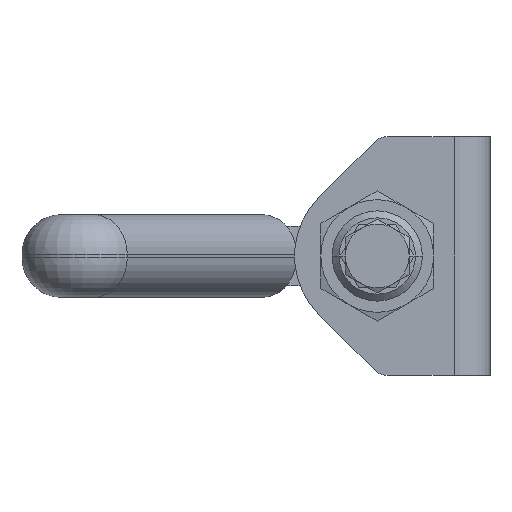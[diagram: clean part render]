
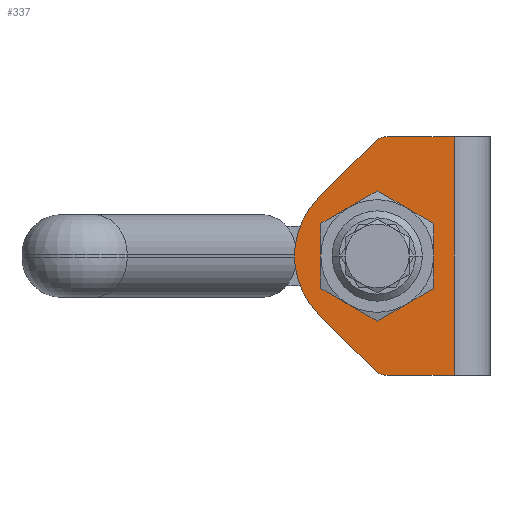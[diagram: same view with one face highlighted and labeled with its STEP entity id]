
A CAD part, left-side view. The second image highlights one B-rep face of the part: STEP entity #337.
In plain terms, the highlighted planar face has unit normal (-1, 0, 0).
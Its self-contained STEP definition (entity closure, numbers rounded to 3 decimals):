
#337 = ADVANCED_FACE( '', ( #654, #655 ), #656, .F. );
#654 = FACE_OUTER_BOUND( '', #1276, .T. );
#655 = FACE_BOUND( '', #1277, .T. );
#656 = PLANE( '', #1278 );
#1276 = EDGE_LOOP( '', ( #2031, #2032, #2033, #2034, #2035, #2036, #2037, #2038 ) );
#1277 = EDGE_LOOP( '', ( #2039, #2040 ) );
#1278 = AXIS2_PLACEMENT_3D( '', #2041, #2042, #2043 );
#2031 = ORIENTED_EDGE( '', *, *, #4272, .F. );
#2032 = ORIENTED_EDGE( '', *, *, #4273, .F. );
#2033 = ORIENTED_EDGE( '', *, *, #4255, .F. );
#2034 = ORIENTED_EDGE( '', *, *, #4259, .F. );
#2035 = ORIENTED_EDGE( '', *, *, #4262, .F. );
#2036 = ORIENTED_EDGE( '', *, *, #4265, .F. );
#2037 = ORIENTED_EDGE( '', *, *, #4268, .F. );
#2038 = ORIENTED_EDGE( '', *, *, #4274, .F. );
#2039 = ORIENTED_EDGE( '', *, *, #4252, .T. );
#2040 = ORIENTED_EDGE( '', *, *, #4208, .T. );
#2041 = CARTESIAN_POINT( '', ( 0., 0., 0. ) );
#2042 = DIRECTION( '', ( 1., 0., 0. ) );
#2043 = DIRECTION( '', ( 0., 0., -1. ) );
#4208 = EDGE_CURVE( '', #4989, #4986, #4990, .T. );
#4252 = EDGE_CURVE( '', #4986, #4989, #5063, .T. );
#4255 = EDGE_CURVE( '', #5067, #5069, #5070, .T. );
#4259 = EDGE_CURVE( '', #5074, #5067, #5076, .T. );
#4262 = EDGE_CURVE( '', #5079, #5074, #5081, .T. );
#4265 = EDGE_CURVE( '', #5084, #5079, #5086, .T. );
#4268 = EDGE_CURVE( '', #5089, #5084, #5091, .T. );
#4272 = EDGE_CURVE( '', #5097, #5098, #5099, .T. );
#4273 = EDGE_CURVE( '', #5069, #5097, #5100, .T. );
#4274 = EDGE_CURVE( '', #5098, #5089, #5101, .T. );
#4986 = VERTEX_POINT( '', #6202 );
#4989 = VERTEX_POINT( '', #6206 );
#4990 = CIRCLE( '', #6207, 12.7 );
#5063 = CIRCLE( '', #6309, 12.7 );
#5067 = VERTEX_POINT( '', #6313 );
#5069 = VERTEX_POINT( '', #6316 );
#5070 = CIRCLE( '', #6317, 5. );
#5074 = VERTEX_POINT( '', #6323 );
#5076 = LINE( '', #6326, #6327 );
#5079 = VERTEX_POINT( '', #6330 );
#5081 = CIRCLE( '', #6333, 22. );
#5084 = VERTEX_POINT( '', #6337 );
#5086 = LINE( '', #6340, #6341 );
#5089 = VERTEX_POINT( '', #6344 );
#5091 = CIRCLE( '', #6347, 5. );
#5097 = VERTEX_POINT( '', #6356 );
#5098 = VERTEX_POINT( '', #6357 );
#5099 = LINE( '', #6358, #6359 );
#5100 = LINE( '', #6360, #6361 );
#5101 = LINE( '', #6362, #6363 );
#6202 = CARTESIAN_POINT( '', ( 0., 0., -12.7 ) );
#6206 = CARTESIAN_POINT( '', ( 0., 0., 12.7 ) );
#6207 = AXIS2_PLACEMENT_3D( '', #8894, #8895, #8896 );
#6309 = AXIS2_PLACEMENT_3D( '', #8968, #8969, #8970 );
#6313 = CARTESIAN_POINT( '', ( 0., 0.837, 30.285 ) );
#6316 = CARTESIAN_POINT( '', ( 0., -2.7, 31.75 ) );
#6317 = AXIS2_PLACEMENT_3D( '', #8975, #8976, #8977 );
#6323 = CARTESIAN_POINT( '', ( 0., 15.561, 15.552 ) );
#6326 = CARTESIAN_POINT( '', ( 0., 15.561, 15.552 ) );
#6327 = VECTOR( '', #8981, 1. );
#6330 = CARTESIAN_POINT( '', ( 0., 15.561, -15.552 ) );
#6333 = AXIS2_PLACEMENT_3D( '', #8986, #8987, #8988 );
#6337 = CARTESIAN_POINT( '', ( 0., 0.837, -30.285 ) );
#6340 = CARTESIAN_POINT( '', ( 0., 0.837, -30.285 ) );
#6341 = VECTOR( '', #8991, 1. );
#6344 = CARTESIAN_POINT( '', ( 0., -2.7, -31.75 ) );
#6347 = AXIS2_PLACEMENT_3D( '', #8996, #8997, #8998 );
#6356 = CARTESIAN_POINT( '', ( 0., -20.5, 31.75 ) );
#6357 = CARTESIAN_POINT( '', ( 0., -20.5, -31.75 ) );
#6358 = CARTESIAN_POINT( '', ( 0., -20.5, 31.75 ) );
#6359 = VECTOR( '', #9002, 1. );
#6360 = CARTESIAN_POINT( '', ( 0., -2.7, 31.75 ) );
#6361 = VECTOR( '', #9003, 1. );
#6362 = CARTESIAN_POINT( '', ( 0., -20.5, -31.75 ) );
#6363 = VECTOR( '', #9004, 1. );
#8894 = CARTESIAN_POINT( '', ( 0., 0., 0. ) );
#8895 = DIRECTION( '', ( 1., 0., 0. ) );
#8896 = DIRECTION( '', ( 0., 0., -1. ) );
#8968 = CARTESIAN_POINT( '', ( 0., 0., 0. ) );
#8969 = DIRECTION( '', ( 1., 0., 0. ) );
#8970 = DIRECTION( '', ( 0., 0., -1. ) );
#8975 = CARTESIAN_POINT( '', ( 0., -2.7, 26.75 ) );
#8976 = DIRECTION( '', ( 1., 0., 0. ) );
#8977 = DIRECTION( '', ( 0., 0.707, 0.707 ) );
#8981 = DIRECTION( '', ( 0., -0.707, 0.707 ) );
#8986 = CARTESIAN_POINT( '', ( 0., 0., 0. ) );
#8987 = DIRECTION( '', ( 1., 0., 0. ) );
#8988 = DIRECTION( '', ( 0., 0.707, -0.707 ) );
#8991 = DIRECTION( '', ( 0., 0.707, 0.707 ) );
#8996 = CARTESIAN_POINT( '', ( 0., -2.7, -26.75 ) );
#8997 = DIRECTION( '', ( 1., 0., 0. ) );
#8998 = DIRECTION( '', ( 0., 0., -1. ) );
#9002 = DIRECTION( '', ( 0., 0., -1. ) );
#9003 = DIRECTION( '', ( 0., -1., 0. ) );
#9004 = DIRECTION( '', ( 0., 1., 0. ) );
